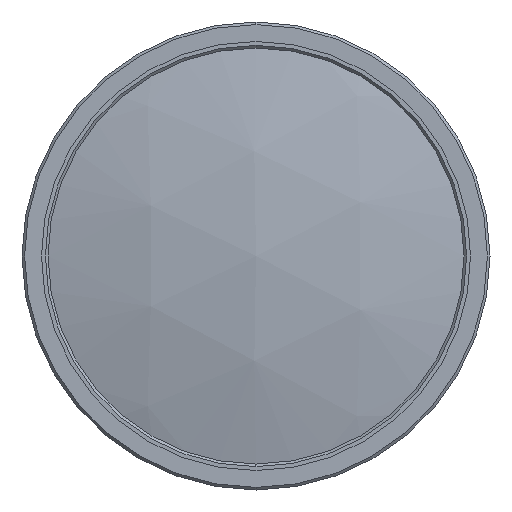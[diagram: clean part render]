
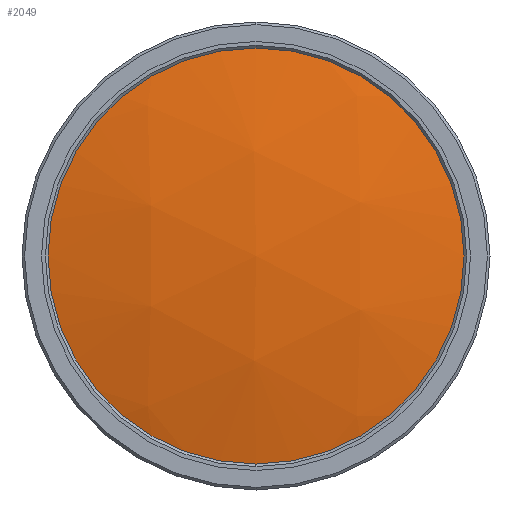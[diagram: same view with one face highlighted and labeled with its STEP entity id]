
A CAD part, left-side view. The second image highlights one B-rep face of the part: STEP entity #2049.
In plain terms, the highlighted spherical face has radius 97.499 mm.
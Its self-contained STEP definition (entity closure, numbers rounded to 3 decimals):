
#490 = DIRECTION ( 'NONE',  ( -0.25, 0.968, 0. ) ) ;
#491 = CARTESIAN_POINT ( 'NONE',  ( 100.499, 0., 0. ) ) ;
#493 = DIRECTION ( 'NONE',  ( -0.968, -0.25, 0. ) ) ;
#689 = EDGE_CURVE ( 'NONE', #5463, #5462, #1260, .T. ) ;
#877 = DIRECTION ( 'NONE',  ( 0., 1., 0. ) ) ;
#878 = DIRECTION ( 'NONE',  ( -1., 0., 0. ) ) ;
#879 = CARTESIAN_POINT ( 'NONE',  ( 6., 0., 0. ) ) ;
#1153 = AXIS2_PLACEMENT_3D ( 'NONE', #491, #490, #493 ) ;
#1260 = CIRCLE ( 'NONE', #2430, 24. ) ;
#2049 = ADVANCED_FACE ( 'NONE', ( #3009 ), #2976, .T. ) ;
#2430 = AXIS2_PLACEMENT_3D ( 'NONE', #879, #878, #877 ) ;
#2526 = EDGE_CURVE ( 'NONE', #5462, #5463, #4406, .T. ) ;
#2976 = SPHERICAL_SURFACE ( 'NONE', #1153, 97.499 ) ;
#3009 = FACE_OUTER_BOUND ( 'NONE', #4216, .T. ) ;
#3239 = AXIS2_PLACEMENT_3D ( 'NONE', #4353, #4358, #4361 ) ;
#3573 = CARTESIAN_POINT ( 'NONE',  ( 6., -24., 0. ) ) ;
#3681 = CARTESIAN_POINT ( 'NONE',  ( 6., 24., 0. ) ) ;
#4216 = EDGE_LOOP ( 'NONE', ( #5659, #5668 ) ) ;
#4353 = CARTESIAN_POINT ( 'NONE',  ( 6., 0., 0. ) ) ;
#4358 = DIRECTION ( 'NONE',  ( -1., 0., 0. ) ) ;
#4361 = DIRECTION ( 'NONE',  ( 0., 1., 0. ) ) ;
#4406 = CIRCLE ( 'NONE', #3239, 24. ) ;
#5462 = VERTEX_POINT ( 'NONE', #3681 ) ;
#5463 = VERTEX_POINT ( 'NONE', #3573 ) ;
#5659 = ORIENTED_EDGE ( 'NONE', *, *, #2526, .T. ) ;
#5668 = ORIENTED_EDGE ( 'NONE', *, *, #689, .T. ) ;
